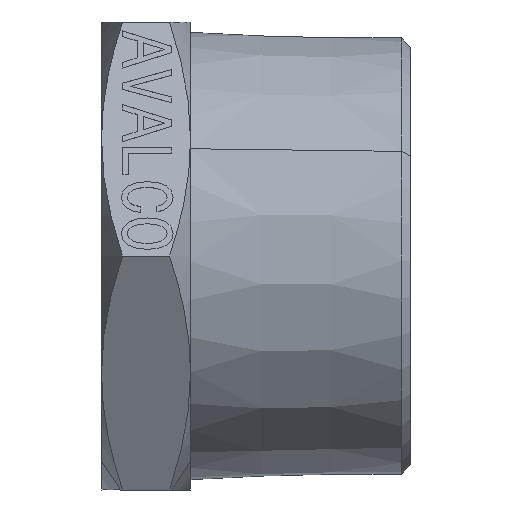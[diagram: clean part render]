
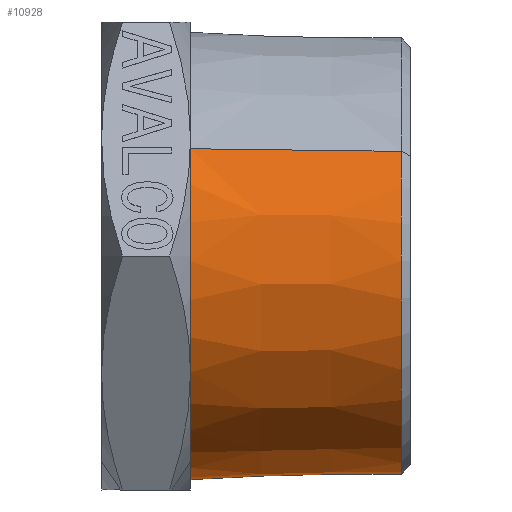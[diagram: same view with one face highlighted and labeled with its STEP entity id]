
A CAD part, left-side view. The second image highlights one B-rep face of the part: STEP entity #10928.
In plain terms, the highlighted conical face has half-angle 1.47 degrees and reference radius 23.298 mm.
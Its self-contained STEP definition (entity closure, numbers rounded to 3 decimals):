
#1193=CARTESIAN_POINT('Vertex',(-20.976,0.,11.459)) ;
#1195=CARTESIAN_POINT('Vertex',(20.976,0.,-11.459)) ;
#1198=CARTESIAN_POINT('Axis2P3D Location',(0.,0.,0.)) ;
#10898=CARTESIAN_POINT('Axis2P3D Location',(0.,-23.5,0.)) ;
#10903=CARTESIAN_POINT('Line Origine',(-20.711,-11.75,11.314)) ;
#10907=CARTESIAN_POINT('Vertex',(-20.469,-22.5,11.182)) ;
#10910=CARTESIAN_POINT('Line Origine',(20.711,-11.75,-11.314)) ;
#10914=CARTESIAN_POINT('Vertex',(20.469,-22.5,-11.182)) ;
#10917=CARTESIAN_POINT('Axis2P3D Location',(0.,-22.5,0.)) ;
#1199=DIRECTION('Axis2P3D Direction',(0.,1.,0.)) ;
#10899=DIRECTION('Axis2P3D Direction',(0.,1.,0.)) ;
#10900=DIRECTION('Axis2P3D XDirection',(-0.878,0.,0.479)) ;
#10904=DIRECTION('Vector Direction',(-0.023,1.,0.012)) ;
#10911=DIRECTION('Vector Direction',(0.023,1.,-0.012)) ;
#10918=DIRECTION('Axis2P3D Direction',(0.,1.,0.)) ;
#1200=AXIS2_PLACEMENT_3D('Circle Axis2P3D',#1198,#1199,$) ;
#10901=AXIS2_PLACEMENT_3D('Cone Axis2P3D',#10898,#10899,#10900) ;
#10919=AXIS2_PLACEMENT_3D('Circle Axis2P3D',#10917,#10918,$) ;
#10923=ORIENTED_EDGE('',*,*,#10909,.T.) ;
#10924=ORIENTED_EDGE('',*,*,#1202,.F.) ;
#10925=ORIENTED_EDGE('',*,*,#10916,.F.) ;
#10926=ORIENTED_EDGE('',*,*,#10921,.T.) ;
#10905=VECTOR('Line Direction',#10904,1.) ;
#10912=VECTOR('Line Direction',#10911,1.) ;
#10928=ADVANCED_FACE('Corps principal',(#10927),#10902,.T.) ;
#1201=CIRCLE('generated circle',#1200,23.902) ;
#10920=CIRCLE('generated circle',#10919,23.324) ;
#10902=CONICAL_SURFACE('Cone',#10901,23.298,0.026) ;
#1202=EDGE_CURVE('',#1196,#1194,#1201,.T.) ;
#10909=EDGE_CURVE('',#10908,#1194,#10906,.T.) ;
#10916=EDGE_CURVE('',#10915,#1196,#10913,.T.) ;
#10921=EDGE_CURVE('',#10915,#10908,#10920,.T.) ;
#10922=EDGE_LOOP('',(#10923,#10924,#10925,#10926)) ;
#10927=FACE_OUTER_BOUND('',#10922,.T.) ;
#10906=LINE('Line',#10903,#10905) ;
#10913=LINE('Line',#10910,#10912) ;
#1194=VERTEX_POINT('',#1193) ;
#1196=VERTEX_POINT('',#1195) ;
#10908=VERTEX_POINT('',#10907) ;
#10915=VERTEX_POINT('',#10914) ;
